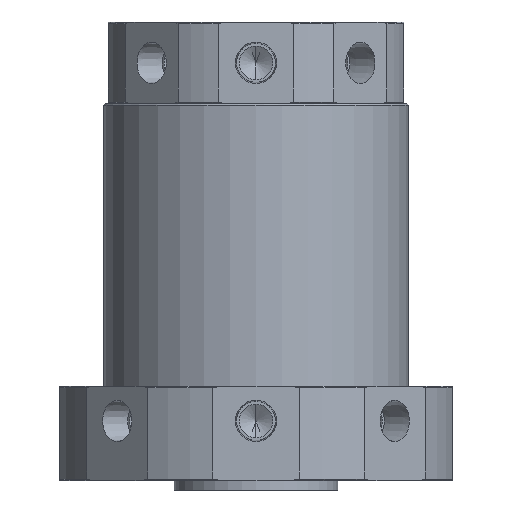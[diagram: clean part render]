
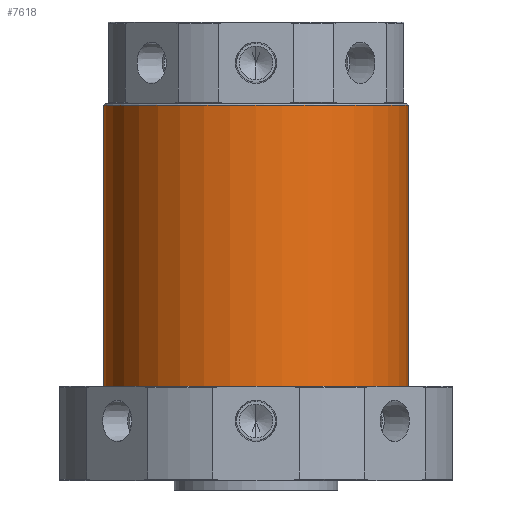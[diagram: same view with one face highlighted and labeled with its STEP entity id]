
A CAD part, front view. The second image highlights one B-rep face of the part: STEP entity #7618.
In plain terms, the highlighted cylindrical face has radius 48.5 mm (diameter 97 mm), a partial arc.
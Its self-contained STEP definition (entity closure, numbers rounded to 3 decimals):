
#336 = CARTESIAN_POINT ( 'NONE',  ( 0., 0., 30. ) ) ;
#443 = VERTEX_POINT ( 'NONE', #5605 ) ;
#838 = DIRECTION ( 'NONE',  ( -1., 0., 0. ) ) ;
#853 = DIRECTION ( 'NONE',  ( 0., 0., -1. ) ) ;
#882 = CARTESIAN_POINT ( 'NONE',  ( 48.5, 0., 119.5 ) ) ;
#968 = VECTOR ( 'NONE', #1260, 1000. ) ;
#1022 = AXIS2_PLACEMENT_3D ( 'NONE', #5169, #853, #5897 ) ;
#1064 = DIRECTION ( 'NONE',  ( 1., 0., 0. ) ) ;
#1260 = DIRECTION ( 'NONE',  ( 0., 0., -1. ) ) ;
#1389 = ORIENTED_EDGE ( 'NONE', *, *, #5961, .T. ) ;
#2455 = VERTEX_POINT ( 'NONE', #3702 ) ;
#2689 = DIRECTION ( 'NONE',  ( 0., 0., -1. ) ) ;
#3006 = VECTOR ( 'NONE', #2689, 1000. ) ;
#3325 = VERTEX_POINT ( 'NONE', #4588 ) ;
#3702 = CARTESIAN_POINT ( 'NONE',  ( 48.5, 0., 30. ) ) ;
#3709 = ORIENTED_EDGE ( 'NONE', *, *, #7906, .T. ) ;
#4486 = CIRCLE ( 'NONE', #6873, 48.5 ) ;
#4588 = CARTESIAN_POINT ( 'NONE',  ( -48.5, 0., 119.5 ) ) ;
#4701 = ORIENTED_EDGE ( 'NONE', *, *, #8263, .T. ) ;
#4800 = LINE ( 'NONE', #5587, #968 ) ;
#5169 = CARTESIAN_POINT ( 'NONE',  ( 0., 0., 119.5 ) ) ;
#5370 = DIRECTION ( 'NONE',  ( 0., 0., 1. ) ) ;
#5522 = ORIENTED_EDGE ( 'NONE', *, *, #5686, .F. ) ;
#5587 = CARTESIAN_POINT ( 'NONE',  ( 48.5, 0., 120. ) ) ;
#5605 = CARTESIAN_POINT ( 'NONE',  ( -48.5, 0., 30. ) ) ;
#5686 = EDGE_CURVE ( 'NONE', #7636, #2455, #4800, .T. ) ;
#5897 = DIRECTION ( 'NONE',  ( 1., 0., 0. ) ) ;
#5961 = EDGE_CURVE ( 'NONE', #7636, #3325, #6818, .T. ) ;
#6095 = CARTESIAN_POINT ( 'NONE',  ( 0., 0., 120. ) ) ;
#6333 = EDGE_LOOP ( 'NONE', ( #5522, #1389, #3709, #4701 ) ) ;
#6818 = CIRCLE ( 'NONE', #1022, 48.5 ) ;
#6829 = LINE ( 'NONE', #6971, #3006 ) ;
#6873 = AXIS2_PLACEMENT_3D ( 'NONE', #336, #5370, #1064 ) ;
#6971 = CARTESIAN_POINT ( 'NONE',  ( -48.5, 0., 120. ) ) ;
#7376 = CYLINDRICAL_SURFACE ( 'NONE', #8371, 48.5 ) ;
#7612 = FACE_OUTER_BOUND ( 'NONE', #6333, .T. ) ;
#7618 = ADVANCED_FACE ( 'NONE', ( #7612 ), #7376, .T. ) ;
#7636 = VERTEX_POINT ( 'NONE', #882 ) ;
#7906 = EDGE_CURVE ( 'NONE', #3325, #443, #6829, .T. ) ;
#8221 = DIRECTION ( 'NONE',  ( 0., 0., -1. ) ) ;
#8263 = EDGE_CURVE ( 'NONE', #443, #2455, #4486, .T. ) ;
#8371 = AXIS2_PLACEMENT_3D ( 'NONE', #6095, #8221, #838 ) ;
